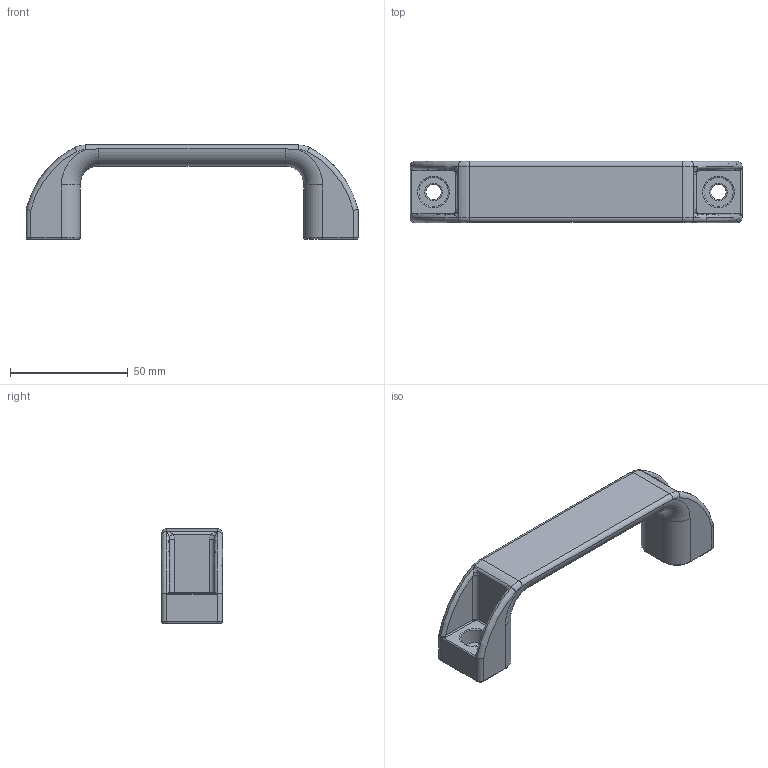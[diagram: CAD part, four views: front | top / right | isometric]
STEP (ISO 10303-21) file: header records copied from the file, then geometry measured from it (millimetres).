
FILE_DESCRIPTION((''),'2;1');
FILE_NAME('AR3371.stp','2020-12-18T11:03:20',('arma02'),(''),'Autodesk Inventor 2013','Autodesk Inventor 2013','');
FILE_SCHEMA(('AUTOMOTIVE_DESIGN { 1 0 10303 214 1 1 1 1 }'));
Length unit declared in the file: millimetre
Products named in the file (1): AR3371
Bounding box: 141 x 26 x 40 mm (x, y, z)
Volume: 40102.8 mm3; surface area: 15523.4 mm2
Topology: 1 solids, 1 shells, 112 faces, 260 edges, 152 vertices
Faces by surface type: cylinder 42, torus 32, plane 22, bspline 16
Full cylindrical faces by diameter (mm): 6.5 x2, 12.5 x2
Entity records: 3754 total; most frequent: CARTESIAN_POINT 1285, DIRECTION 510, ORIENTED_EDGE 504, EDGE_CURVE 252, AXIS2_PLACEMENT_3D 217, VERTEX_POINT 152, EDGE_LOOP 126, CIRCLE 120
